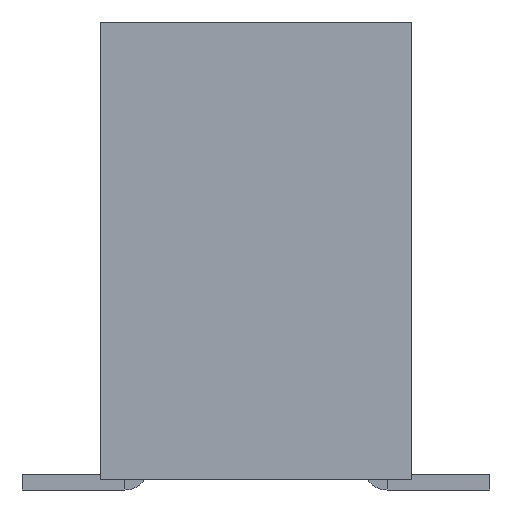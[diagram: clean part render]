
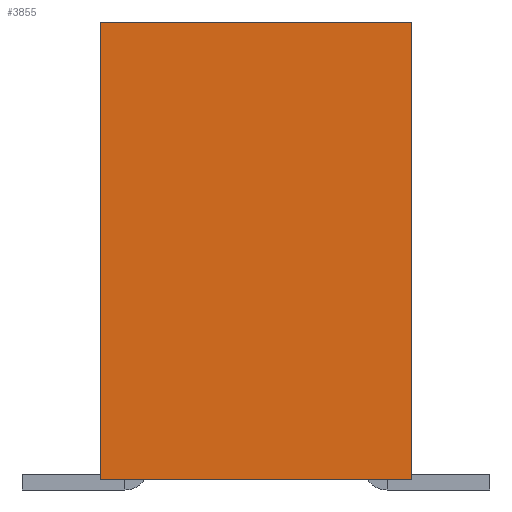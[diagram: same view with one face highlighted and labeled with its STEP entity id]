
A CAD part, left-side view. The second image highlights one B-rep face of the part: STEP entity #3855.
In plain terms, the highlighted planar face has unit normal (-1, 0, 0).
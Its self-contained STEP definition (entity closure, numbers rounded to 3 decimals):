
#1=DIRECTION('',(0.,-1.,0.));
#2=VECTOR('',#1,3.);
#3=CARTESIAN_POINT('',(5.17,3.,0.));
#4=LINE('5779',#3,#2);
#209=DIRECTION('',(0.,1.,0.));
#210=VECTOR('',#209,3.);
#211=CARTESIAN_POINT('',(5.17,0.,-4.4));
#212=LINE('12687',#211,#210);
#213=DIRECTION('',(0.,0.,-1.));
#214=VECTOR('',#213,4.4);
#215=CARTESIAN_POINT('',(5.17,3.,0.));
#216=LINE('5783',#215,#214);
#829=DIRECTION('',(0.,0.,-1.));
#830=VECTOR('',#829,4.4);
#831=CARTESIAN_POINT('',(5.17,0.,0.));
#832=LINE('5784',#831,#830);
#2825=CARTESIAN_POINT('',(5.17,3.,0.));
#2826=CARTESIAN_POINT('',(5.17,0.,0.));
#2827=VERTEX_POINT('',#2825);
#2828=VERTEX_POINT('',#2826);
#2833=CARTESIAN_POINT('',(5.17,3.,-4.4));
#2834=VERTEX_POINT('',#2833);
#2835=CARTESIAN_POINT('',(5.17,0.,-4.4));
#2836=VERTEX_POINT('',#2835);
#3841=CARTESIAN_POINT('',(5.17,3.,0.));
#3842=DIRECTION('',(-1.,0.,0.));
#3843=DIRECTION('',(0.,-1.,0.));
#3844=AXIS2_PLACEMENT_3D('',#3841,#3842,#3843);
#3845=PLANE('3575',#3844);
#3847=ORIENTED_EDGE('12687',*,*,#3846,.T.);
#3849=ORIENTED_EDGE('5783',*,*,#3848,.F.);
#3850=ORIENTED_EDGE('5779',*,*,#3710,.T.);
#3852=ORIENTED_EDGE('5784',*,*,#3851,.T.);
#3853=EDGE_LOOP('3575',(#3847,#3849,#3850,#3852));
#3854=FACE_OUTER_BOUND('3575',#3853,.F.);
#3855=ADVANCED_FACE('3575',(#3854),#3845,.T.);
#3710=EDGE_CURVE('5779',#2827,#2828,#4,.T.);
#3846=EDGE_CURVE('12687',#2836,#2834,#212,.T.);
#3848=EDGE_CURVE('5783',#2827,#2834,#216,.T.);
#3851=EDGE_CURVE('5784',#2828,#2836,#832,.T.);
